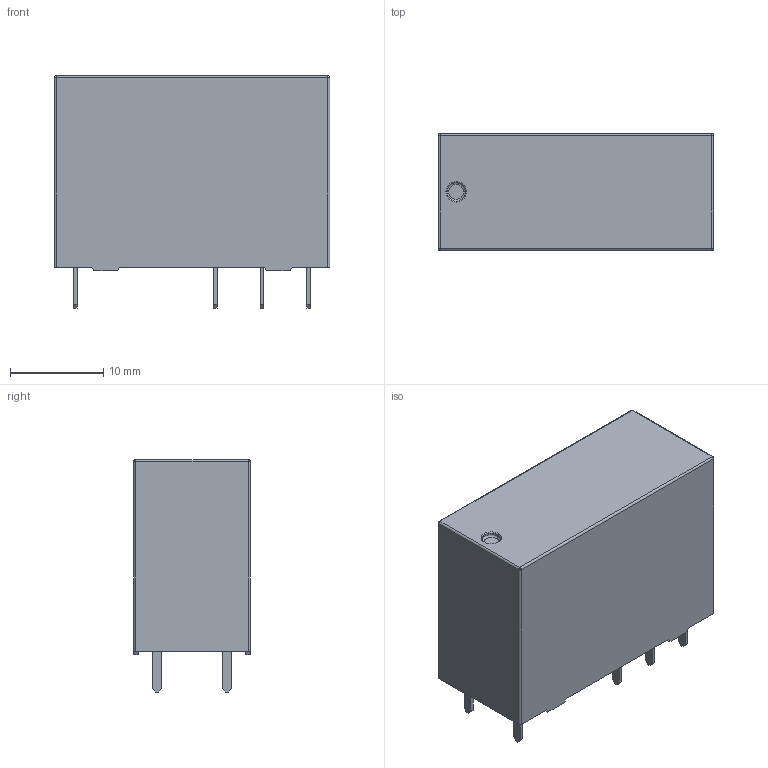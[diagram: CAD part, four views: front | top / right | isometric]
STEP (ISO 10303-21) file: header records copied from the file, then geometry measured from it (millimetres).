
FILE_DESCRIPTION (( 'STEP AP214' ), '1' );
FILE_NAME ('User Library-LM1H.STEP', '2020-09-22T05:18:11', ( '' ), ( '' ), 'SwSTEP 2.0', 'SolidWorks 2020', '' );
FILE_SCHEMA (( 'AUTOMOTIVE_DESIGN' ));
Length unit declared in the file: millimetre
Products named in the file (1): User Library-LM1H
Bounding box: 29.5 x 12.5 x 24.89 mm (x, y, z)
Volume: 7569 mm3; surface area: 2553.1 mm2
Topology: 1 solids, 1 shells, 101 faces, 258 edges, 164 vertices
Faces by surface type: plane 83, cylinder 10, torus 4, sphere 4
Entity records: 3497 total; most frequent: CARTESIAN_POINT 520, ORIENTED_EDGE 508, DIRECTION 486, EDGE_CURVE 254, VECTOR 226, LINE 226, VERTEX_POINT 164, AXIS2_PLACEMENT_3D 130
